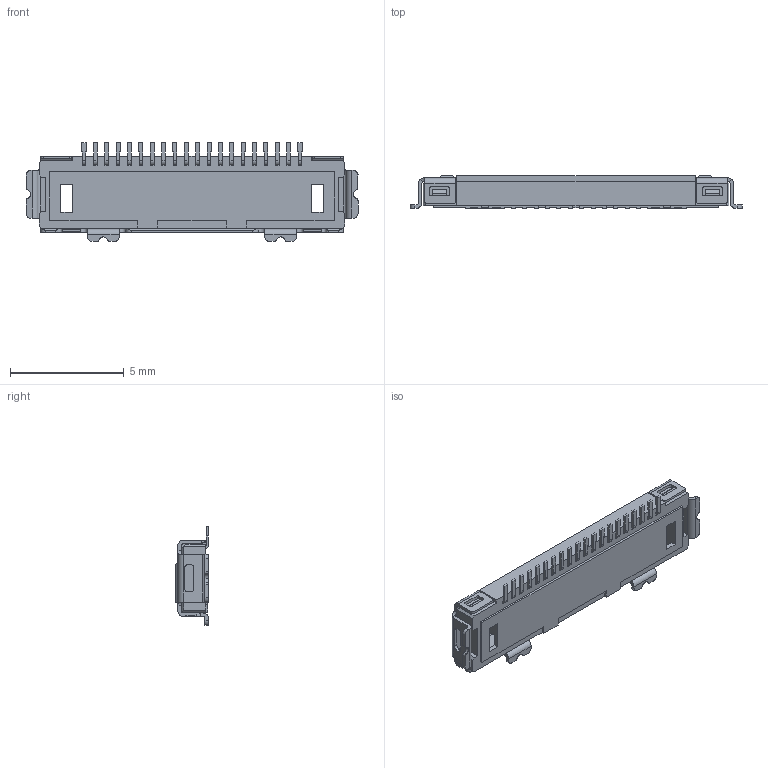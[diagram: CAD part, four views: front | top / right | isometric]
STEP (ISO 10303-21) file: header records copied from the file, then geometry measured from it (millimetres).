
FILE_DESCRIPTION(('CoCreate Modeling STEP Export'),'2;1');
FILE_NAME('LV0523H-20XXX.stp','2021-11-05T11:33:35',(''),(''),'CoCreate Modeling STEP processor for AP214 (Solid Model)','CoCreate Modeling 16.00 13-May-2008 (C) Parametric Technology GmbH','');
FILE_SCHEMA(('AUTOMOTIVE_DESIGN { 1 0 10303 214 1 1 1 1 }'));
Length unit declared in the file: millimetre
Products named in the file (3): LV0523H-20XXX; LV0523H-20X
Assembly tree (2 placements, depth 2):
  LV0523H-20XXX
    LV0523H-20X
    LV0523H-20XXX
Bounding box: 14.6 x 1.44 x 4.35 mm (x, y, z)
Volume: 44.9 mm3; surface area: 225.9 mm2
Topology: 1 solids, 1 shells, 858 faces, 2513 edges, 1769 vertices
Faces by surface type: plane 522, cylinder 252, torus 80, bspline 4
Entity records: 29191 total; most frequent: CARTESIAN_POINT 6614, ORIENTED_EDGE 4834, DIRECTION 4494, EDGE_CURVE 2417, VECTOR 1614, LINE 1614, VERTEX_POINT 1577, AXIS2_PLACEMENT_3D 1440
